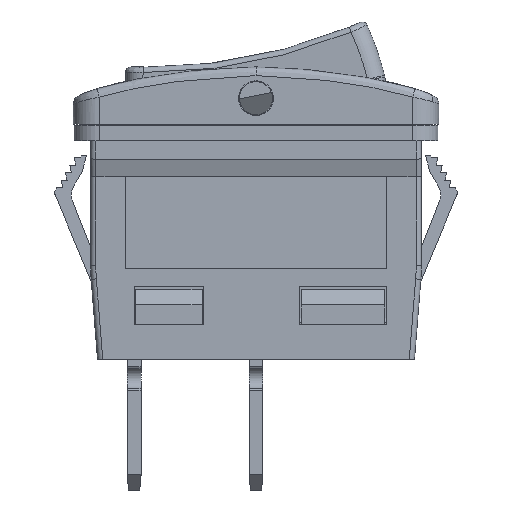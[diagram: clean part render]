
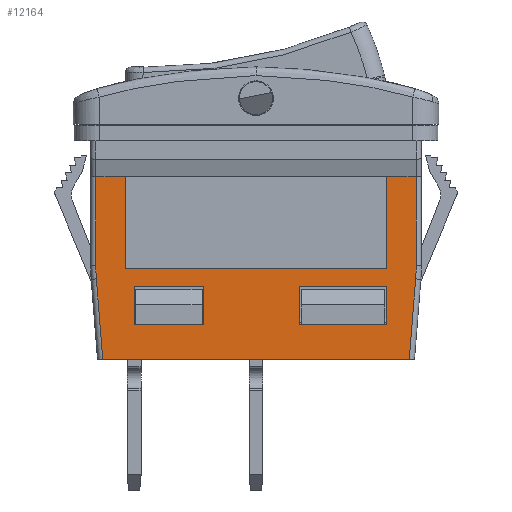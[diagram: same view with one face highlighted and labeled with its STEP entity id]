
A CAD part, front view. The second image highlights one B-rep face of the part: STEP entity #12164.
In plain terms, the highlighted planar face has unit normal (0, -1, 0).
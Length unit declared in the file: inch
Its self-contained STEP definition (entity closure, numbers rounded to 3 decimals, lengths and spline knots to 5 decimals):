
#225=FACE_BOUND('',#1528,.T.);
#226=FACE_BOUND('',#1529,.T.);
#339=PLANE('',#13006);
#841=FACE_OUTER_BOUND('',#1527,.T.);
#1527=EDGE_LOOP('',(#9225,#9226,#9227,#9228,#9229,#9230,#9231,#9232,#9233,
#9234,#9235,#9236));
#1528=EDGE_LOOP('',(#9237,#9238,#9239,#9240));
#1529=EDGE_LOOP('',(#9241,#9242,#9243,#9244));
#2260=CIRCLE('',#13003,0.38189);
#2263=CIRCLE('',#13007,0.38189);
#2885=LINE('',#20779,#4228);
#2886=LINE('',#20781,#4229);
#2887=LINE('',#20783,#4230);
#2888=LINE('',#20787,#4231);
#2889=LINE('',#20789,#4232);
#2890=LINE('',#20790,#4233);
#2891=LINE('',#20792,#4234);
#2892=LINE('',#20794,#4235);
#2893=LINE('',#20796,#4236);
#2894=LINE('',#20797,#4237);
#2895=LINE('',#20800,#4238);
#2896=LINE('',#20802,#4239);
#2897=LINE('',#20804,#4240);
#2898=LINE('',#20805,#4241);
#2899=LINE('',#20808,#4242);
#2900=LINE('',#20810,#4243);
#2901=LINE('',#20812,#4244);
#2902=LINE('',#20813,#4245);
#4228=VECTOR('',#14804,0.20866);
#4229=VECTOR('',#14805,0.06693);
#4230=VECTOR('',#14806,0.20081);
#4231=VECTOR('',#14809,0.1827);
#4232=VECTOR('',#14810,0.69284);
#4233=VECTOR('',#14811,0.1827);
#4234=VECTOR('',#14812,0.20081);
#4235=VECTOR('',#14813,0.06693);
#4236=VECTOR('',#14814,0.20866);
#4237=VECTOR('',#14815,0.59055);
#4238=VECTOR('',#14816,0.08661);
#4239=VECTOR('',#14817,0.15748);
#4240=VECTOR('',#14818,0.08661);
#4241=VECTOR('',#14819,0.15748);
#4242=VECTOR('',#14820,0.08661);
#4243=VECTOR('',#14821,0.19685);
#4244=VECTOR('',#14822,0.08661);
#4245=VECTOR('',#14823,0.19685);
#5646=VERTEX_POINT('',#20771);
#5647=VERTEX_POINT('',#20772);
#5648=VERTEX_POINT('',#20777);
#5649=VERTEX_POINT('',#20778);
#5650=VERTEX_POINT('',#20780);
#5651=VERTEX_POINT('',#20782);
#5652=VERTEX_POINT('',#20784);
#5653=VERTEX_POINT('',#20786);
#5654=VERTEX_POINT('',#20788);
#5655=VERTEX_POINT('',#20791);
#5656=VERTEX_POINT('',#20793);
#5657=VERTEX_POINT('',#20795);
#5658=VERTEX_POINT('',#20798);
#5659=VERTEX_POINT('',#20799);
#5660=VERTEX_POINT('',#20801);
#5661=VERTEX_POINT('',#20803);
#5662=VERTEX_POINT('',#20806);
#5663=VERTEX_POINT('',#20807);
#5664=VERTEX_POINT('',#20809);
#5665=VERTEX_POINT('',#20811);
#7006=EDGE_CURVE('',#5646,#5647,#2260,.T.);
#7009=EDGE_CURVE('',#5648,#5649,#2885,.T.);
#7010=EDGE_CURVE('',#5648,#5650,#2886,.T.);
#7011=EDGE_CURVE('',#5650,#5651,#2887,.T.);
#7012=EDGE_CURVE('',#5652,#5651,#2263,.T.);
#7013=EDGE_CURVE('',#5653,#5652,#2888,.T.);
#7014=EDGE_CURVE('',#5654,#5653,#2889,.T.);
#7015=EDGE_CURVE('',#5647,#5654,#2890,.T.);
#7016=EDGE_CURVE('',#5646,#5655,#2891,.T.);
#7017=EDGE_CURVE('',#5655,#5656,#2892,.T.);
#7018=EDGE_CURVE('',#5657,#5656,#2893,.T.);
#7019=EDGE_CURVE('',#5649,#5657,#2894,.T.);
#7020=EDGE_CURVE('',#5658,#5659,#2895,.T.);
#7021=EDGE_CURVE('',#5659,#5660,#2896,.T.);
#7022=EDGE_CURVE('',#5660,#5661,#2897,.T.);
#7023=EDGE_CURVE('',#5658,#5661,#2898,.T.);
#7024=EDGE_CURVE('',#5662,#5663,#2899,.T.);
#7025=EDGE_CURVE('',#5662,#5664,#2900,.T.);
#7026=EDGE_CURVE('',#5664,#5665,#2901,.T.);
#7027=EDGE_CURVE('',#5663,#5665,#2902,.T.);
#9225=ORIENTED_EDGE('',*,*,#7009,.F.);
#9226=ORIENTED_EDGE('',*,*,#7010,.T.);
#9227=ORIENTED_EDGE('',*,*,#7011,.T.);
#9228=ORIENTED_EDGE('',*,*,#7012,.F.);
#9229=ORIENTED_EDGE('',*,*,#7013,.F.);
#9230=ORIENTED_EDGE('',*,*,#7014,.F.);
#9231=ORIENTED_EDGE('',*,*,#7015,.F.);
#9232=ORIENTED_EDGE('',*,*,#7006,.F.);
#9233=ORIENTED_EDGE('',*,*,#7016,.T.);
#9234=ORIENTED_EDGE('',*,*,#7017,.T.);
#9235=ORIENTED_EDGE('',*,*,#7018,.F.);
#9236=ORIENTED_EDGE('',*,*,#7019,.F.);
#9237=ORIENTED_EDGE('',*,*,#7020,.T.);
#9238=ORIENTED_EDGE('',*,*,#7021,.T.);
#9239=ORIENTED_EDGE('',*,*,#7022,.T.);
#9240=ORIENTED_EDGE('',*,*,#7023,.F.);
#9241=ORIENTED_EDGE('',*,*,#7024,.F.);
#9242=ORIENTED_EDGE('',*,*,#7025,.T.);
#9243=ORIENTED_EDGE('',*,*,#7026,.T.);
#9244=ORIENTED_EDGE('',*,*,#7027,.F.);
#12164=ADVANCED_FACE('',(#841,#225,#226),#339,.T.);
#13003=AXIS2_PLACEMENT_3D('',#20773,#14796,#14797);
#13006=AXIS2_PLACEMENT_3D('',#20776,#14802,#14803);
#13007=AXIS2_PLACEMENT_3D('',#20785,#14807,#14808);
#14796=DIRECTION('center_axis',(0.,1.,0.));
#14797=DIRECTION('ref_axis',(1.,0.,0.));
#14802=DIRECTION('center_axis',(0.,-1.,0.));
#14803=DIRECTION('ref_axis',(1.,0.,0.));
#14804=DIRECTION('',(0.,0.,-1.));
#14805=DIRECTION('',(-1.,0.,0.));
#14806=DIRECTION('',(0.,0.,-1.));
#14807=DIRECTION('center_axis',(0.,1.,0.));
#14808=DIRECTION('ref_axis',(-0.997,0.,-0.08));
#14809=DIRECTION('',(-0.08,0.,0.997));
#14810=DIRECTION('',(-1.,0.,0.));
#14811=DIRECTION('',(-0.08,0.,-0.997));
#14812=DIRECTION('',(0.,0.,1.));
#14813=DIRECTION('',(-1.,0.,0.));
#14814=DIRECTION('',(0.,0.,1.));
#14815=DIRECTION('',(1.,0.,0.));
#14816=DIRECTION('',(0.,0.,-1.));
#14817=DIRECTION('',(-1.,0.,0.));
#14818=DIRECTION('',(0.,0.,1.));
#14819=DIRECTION('',(-1.,0.,0.));
#14820=DIRECTION('',(0.,0.,1.));
#14821=DIRECTION('',(-1.,0.,0.));
#14822=DIRECTION('',(0.,0.,1.));
#14823=DIRECTION('',(-1.,0.,0.));
#20771=CARTESIAN_POINT('',(0.3622,-0.24016,0.18108));
#20772=CARTESIAN_POINT('',(0.36099,-0.24016,0.15062));
#20773=CARTESIAN_POINT('Origin',(-0.01969,-0.24016,
0.18108));
#20776=CARTESIAN_POINT('Origin',(-0.33858,-0.24016,
0.55906));
#20777=CARTESIAN_POINT('',(-0.29528,-0.24016,0.38189));
#20778=CARTESIAN_POINT('',(-0.29528,-0.24016,0.17323));
#20779=CARTESIAN_POINT('',(-0.29528,-0.24016,0.38189));
#20780=CARTESIAN_POINT('',(-0.3622,-0.24016,0.38189));
#20781=CARTESIAN_POINT('',(-0.29528,-0.24016,0.38189));
#20782=CARTESIAN_POINT('',(-0.3622,-0.24016,0.18108));
#20783=CARTESIAN_POINT('',(-0.3622,-0.24016,0.38189));
#20784=CARTESIAN_POINT('',(-0.36099,-0.24016,0.15062));
#20785=CARTESIAN_POINT('Origin',(0.01969,-0.24016,
0.18108));
#20786=CARTESIAN_POINT('',(-0.34642,-0.24016,-0.0315));
#20787=CARTESIAN_POINT('',(-0.34642,-0.24016,-0.0315));
#20788=CARTESIAN_POINT('',(0.34642,-0.24016,-0.0315));
#20789=CARTESIAN_POINT('',(0.34642,-0.24016,-0.0315));
#20790=CARTESIAN_POINT('',(0.36099,-0.24016,0.15062));
#20791=CARTESIAN_POINT('',(0.3622,-0.24016,0.38189));
#20792=CARTESIAN_POINT('',(0.3622,-0.24016,0.18108));
#20793=CARTESIAN_POINT('',(0.29528,-0.24016,0.38189));
#20794=CARTESIAN_POINT('',(0.3622,-0.24016,0.38189));
#20795=CARTESIAN_POINT('',(0.29528,-0.24016,0.17323));
#20796=CARTESIAN_POINT('',(0.29528,-0.24016,0.17323));
#20797=CARTESIAN_POINT('',(-0.29528,-0.24016,0.17323));
#20798=CARTESIAN_POINT('',(-0.11811,-0.24016,0.13386));
#20799=CARTESIAN_POINT('',(-0.11811,-0.24016,0.04724));
#20800=CARTESIAN_POINT('',(-0.11811,-0.24016,0.13386));
#20801=CARTESIAN_POINT('',(-0.27559,-0.24016,0.04724));
#20802=CARTESIAN_POINT('',(-0.11811,-0.24016,0.04724));
#20803=CARTESIAN_POINT('',(-0.27559,-0.24016,0.13386));
#20804=CARTESIAN_POINT('',(-0.27559,-0.24016,0.04724));
#20805=CARTESIAN_POINT('',(-0.11811,-0.24016,0.13386));
#20806=CARTESIAN_POINT('',(0.29528,-0.24016,0.04724));
#20807=CARTESIAN_POINT('',(0.29528,-0.24016,0.13386));
#20808=CARTESIAN_POINT('',(0.29528,-0.24016,0.04724));
#20809=CARTESIAN_POINT('',(0.09843,-0.24016,0.04724));
#20810=CARTESIAN_POINT('',(0.29528,-0.24016,0.04724));
#20811=CARTESIAN_POINT('',(0.09843,-0.24016,0.13386));
#20812=CARTESIAN_POINT('',(0.09843,-0.24016,0.04724));
#20813=CARTESIAN_POINT('',(0.29528,-0.24016,0.13386));
